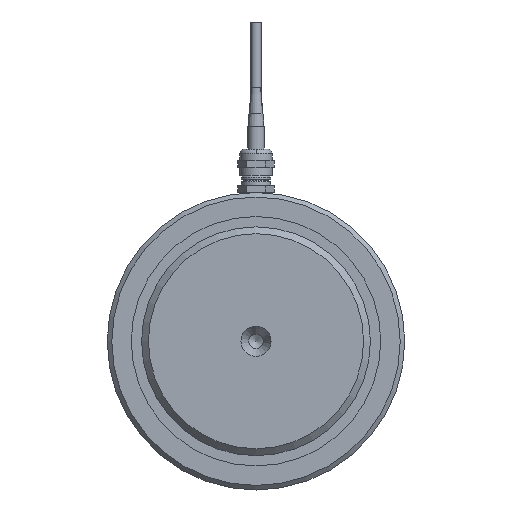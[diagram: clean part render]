
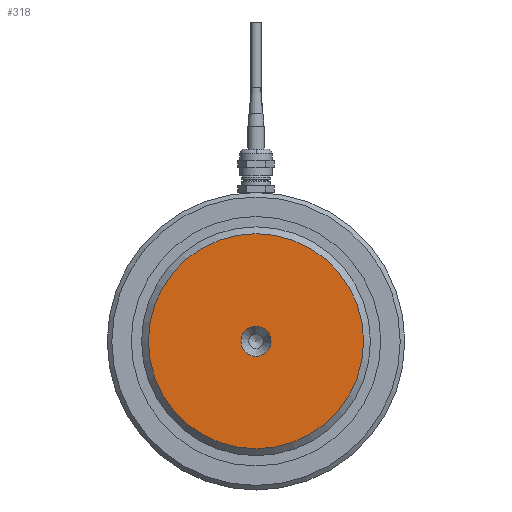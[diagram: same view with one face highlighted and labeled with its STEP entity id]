
A CAD part, front view. The second image highlights one B-rep face of the part: STEP entity #318.
In plain terms, the highlighted planar face has unit normal (0, -1, 0).
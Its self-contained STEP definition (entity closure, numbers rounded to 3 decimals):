
#318 = ADVANCED_FACE( '', ( #649, #650 ), #651, .T. );
#649 = FACE_BOUND( '', #997, .T. );
#650 = FACE_OUTER_BOUND( '', #998, .T. );
#651 = PLANE( '', #999 );
#997 = EDGE_LOOP( '', ( #1618 ) );
#998 = EDGE_LOOP( '', ( #1619 ) );
#999 = AXIS2_PLACEMENT_3D( '', #1620, #1621, #1622 );
#1618 = ORIENTED_EDGE( '', *, *, #2096, .T. );
#1619 = ORIENTED_EDGE( '', *, *, #1928, .T. );
#1620 = CARTESIAN_POINT( '', ( 0., -147.5, 0. ) );
#1621 = DIRECTION( '', ( 0., -1., 0. ) );
#1622 = DIRECTION( '', ( 0., 0., -1. ) );
#1928 = EDGE_CURVE( '', #2253, #2253, #2254, .T. );
#2096 = EDGE_CURVE( '', #2489, #2489, #2490, .T. );
#2253 = VERTEX_POINT( '', #2956 );
#2254 = CIRCLE( '', #2957, 47. );
#2489 = VERTEX_POINT( '', #3901 );
#2490 = CIRCLE( '', #3902, 6.6 );
#2956 = CARTESIAN_POINT( '', ( 0., -147.5, -47. ) );
#2957 = AXIS2_PLACEMENT_3D( '', #4071, #4072, #4073 );
#3901 = CARTESIAN_POINT( '', ( 0., -147.5, 6.6 ) );
#3902 = AXIS2_PLACEMENT_3D( '', #4122, #4123, #4124 );
#4071 = CARTESIAN_POINT( '', ( 0., -147.5, 0. ) );
#4072 = DIRECTION( '', ( 0., -1., 0. ) );
#4073 = DIRECTION( '', ( 0., 0., -1. ) );
#4122 = CARTESIAN_POINT( '', ( 0., -147.5, 0. ) );
#4123 = DIRECTION( '', ( 0., 1., 0. ) );
#4124 = DIRECTION( '', ( 0., 0., 1. ) );
